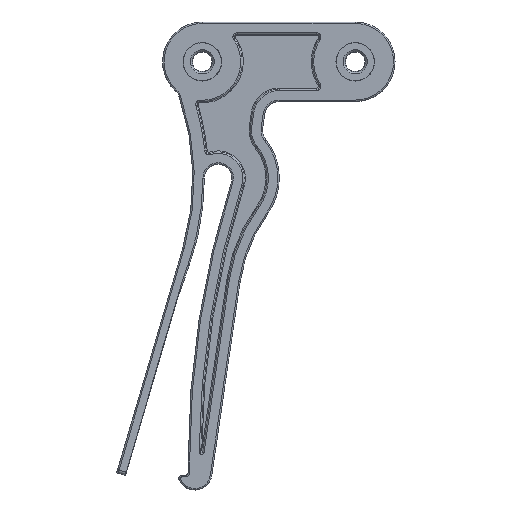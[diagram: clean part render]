
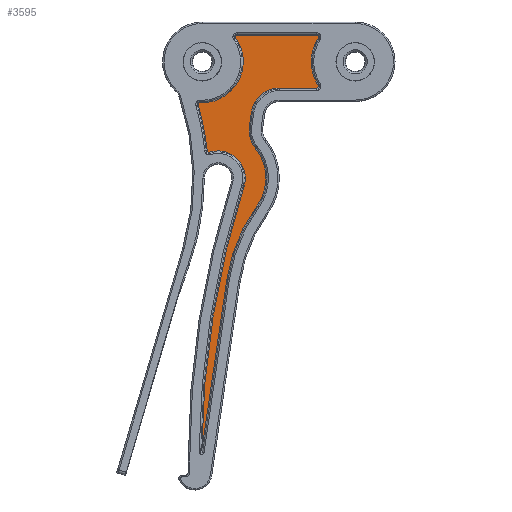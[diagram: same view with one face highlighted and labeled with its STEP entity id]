
A CAD part, front view. The second image highlights one B-rep face of the part: STEP entity #3595.
In plain terms, the highlighted planar face has unit normal (0, -1, 0).
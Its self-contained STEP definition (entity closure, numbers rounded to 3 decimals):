
#460=FACE_OUTER_BOUND('',#700,.T.);
#700=EDGE_LOOP('',(#3040,#3041,#3042,#3043,#3044,#3045,#3046,#3047,#3048,
#3049,#3050,#3051,#3052,#3053,#3054,#3055,#3056,#3057));
#1038=CIRCLE('',#4033,0.3);
#1041=CIRCLE('',#4038,147.812);
#1042=CIRCLE('',#4039,27.206);
#1043=CIRCLE('',#4040,7.794);
#1044=CIRCLE('',#4041,4.606);
#1045=CIRCLE('',#4042,4.606);
#1046=CIRCLE('',#4043,0.3);
#1047=CIRCLE('',#4044,7.197);
#1048=CIRCLE('',#4045,0.3);
#1049=CIRCLE('',#4046,6.697);
#1050=CIRCLE('',#4047,0.3);
#1051=CIRCLE('',#4048,43.186);
#1052=CIRCLE('',#4049,0.3);
#1053=CIRCLE('',#4050,4.438);
#1307=LINE('',#7684,#1480);
#1308=LINE('',#7691,#1481);
#1309=LINE('',#7699,#1482);
#1310=LINE('',#7703,#1483);
#1480=VECTOR('',#5063,12.943);
#1481=VECTOR('',#5070,28.318);
#1482=VECTOR('',#5077,2.332);
#1483=VECTOR('',#5080,6.083);
#1737=VERTEX_POINT('',#7677);
#1738=VERTEX_POINT('',#7679);
#1739=VERTEX_POINT('',#7683);
#1740=VERTEX_POINT('',#7687);
#1741=VERTEX_POINT('',#7688);
#1742=VERTEX_POINT('',#7690);
#1743=VERTEX_POINT('',#7692);
#1744=VERTEX_POINT('',#7694);
#1745=VERTEX_POINT('',#7696);
#1746=VERTEX_POINT('',#7698);
#1747=VERTEX_POINT('',#7700);
#1748=VERTEX_POINT('',#7702);
#1749=VERTEX_POINT('',#7704);
#1750=VERTEX_POINT('',#7707);
#1751=VERTEX_POINT('',#7709);
#1752=VERTEX_POINT('',#7711);
#1753=VERTEX_POINT('',#7713);
#1754=VERTEX_POINT('',#7715);
#2185=EDGE_CURVE('',#1737,#1738,#1038,.T.);
#2187=EDGE_CURVE('',#1737,#1739,#1307,.T.);
#2189=EDGE_CURVE('',#1740,#1741,#1041,.T.);
#2190=EDGE_CURVE('',#1742,#1740,#1308,.T.);
#2191=EDGE_CURVE('',#1743,#1742,#1042,.T.);
#2192=EDGE_CURVE('',#1744,#1743,#1043,.T.);
#2193=EDGE_CURVE('',#1745,#1744,#1044,.T.);
#2194=EDGE_CURVE('',#1746,#1745,#1309,.T.);
#2195=EDGE_CURVE('',#1747,#1746,#1045,.T.);
#2196=EDGE_CURVE('',#1747,#1748,#1310,.T.);
#2197=EDGE_CURVE('',#1749,#1748,#1046,.T.);
#2198=EDGE_CURVE('',#1738,#1749,#1047,.T.);
#2199=EDGE_CURVE('',#1750,#1739,#1048,.T.);
#2200=EDGE_CURVE('',#1751,#1750,#1049,.T.);
#2201=EDGE_CURVE('',#1752,#1751,#1050,.T.);
#2202=EDGE_CURVE('',#1753,#1752,#1051,.T.);
#2203=EDGE_CURVE('',#1754,#1753,#1052,.T.);
#2204=EDGE_CURVE('',#1741,#1754,#1053,.T.);
#3040=ORIENTED_EDGE('',*,*,#2189,.F.);
#3041=ORIENTED_EDGE('',*,*,#2190,.F.);
#3042=ORIENTED_EDGE('',*,*,#2191,.F.);
#3043=ORIENTED_EDGE('',*,*,#2192,.F.);
#3044=ORIENTED_EDGE('',*,*,#2193,.F.);
#3045=ORIENTED_EDGE('',*,*,#2194,.F.);
#3046=ORIENTED_EDGE('',*,*,#2195,.F.);
#3047=ORIENTED_EDGE('',*,*,#2196,.T.);
#3048=ORIENTED_EDGE('',*,*,#2197,.F.);
#3049=ORIENTED_EDGE('',*,*,#2198,.F.);
#3050=ORIENTED_EDGE('',*,*,#2185,.F.);
#3051=ORIENTED_EDGE('',*,*,#2187,.T.);
#3052=ORIENTED_EDGE('',*,*,#2199,.F.);
#3053=ORIENTED_EDGE('',*,*,#2200,.F.);
#3054=ORIENTED_EDGE('',*,*,#2201,.F.);
#3055=ORIENTED_EDGE('',*,*,#2202,.F.);
#3056=ORIENTED_EDGE('',*,*,#2203,.F.);
#3057=ORIENTED_EDGE('',*,*,#2204,.F.);
#3439=PLANE('',#4037);
#3595=ADVANCED_FACE('',(#460),#3439,.F.);
#4033=AXIS2_PLACEMENT_3D('',#7680,#5057,#5058);
#4037=AXIS2_PLACEMENT_3D('',#7686,#5066,#5067);
#4038=AXIS2_PLACEMENT_3D('',#7689,#5068,#5069);
#4039=AXIS2_PLACEMENT_3D('',#7693,#5071,#5072);
#4040=AXIS2_PLACEMENT_3D('',#7695,#5073,#5074);
#4041=AXIS2_PLACEMENT_3D('',#7697,#5075,#5076);
#4042=AXIS2_PLACEMENT_3D('',#7701,#5078,#5079);
#4043=AXIS2_PLACEMENT_3D('',#7705,#5081,#5082);
#4044=AXIS2_PLACEMENT_3D('',#7706,#5083,#5084);
#4045=AXIS2_PLACEMENT_3D('',#7708,#5085,#5086);
#4046=AXIS2_PLACEMENT_3D('',#7710,#5087,#5088);
#4047=AXIS2_PLACEMENT_3D('',#7712,#5089,#5090);
#4048=AXIS2_PLACEMENT_3D('',#7714,#5091,#5092);
#4049=AXIS2_PLACEMENT_3D('',#7716,#5093,#5094);
#4050=AXIS2_PLACEMENT_3D('',#7717,#5095,#5096);
#5057=DIRECTION('center_axis',(0.,1.,0.));
#5058=DIRECTION('ref_axis',(0.,0.,1.));
#5063=DIRECTION('',(-1.,0.,0.));
#5066=DIRECTION('center_axis',(0.,1.,0.));
#5067=DIRECTION('ref_axis',(1.,0.,0.));
#5068=DIRECTION('center_axis',(0.,1.,0.));
#5069=DIRECTION('ref_axis',(-1.,0.,0.01));
#5070=DIRECTION('',(-0.145,0.,-0.989));
#5071=DIRECTION('center_axis',(0.,-1.,0.));
#5072=DIRECTION('ref_axis',(-0.809,0.,0.587));
#5073=DIRECTION('center_axis',(0.,1.,0.));
#5074=DIRECTION('ref_axis',(0.778,0.,0.628));
#5075=DIRECTION('center_axis',(0.,-1.,0.));
#5076=DIRECTION('ref_axis',(-0.989,0.,0.145));
#5077=DIRECTION('',(-0.145,0.,-0.989));
#5078=DIRECTION('center_axis',(0.,-1.,0.));
#5079=DIRECTION('ref_axis',(0.,0.,1.));
#5080=DIRECTION('',(1.,0.,0.));
#5081=DIRECTION('center_axis',(0.,1.,0.));
#5082=DIRECTION('ref_axis',(0.846,0.,0.533));
#5083=DIRECTION('center_axis',(0.,-1.,0.));
#5084=DIRECTION('ref_axis',(-0.844,0.,0.536));
#5085=DIRECTION('center_axis',(0.,1.,0.));
#5086=DIRECTION('ref_axis',(-0.818,0.,-0.575));
#5087=DIRECTION('center_axis',(0.,-1.,0.));
#5088=DIRECTION('ref_axis',(-0.052,0.,-0.999));
#5089=DIRECTION('center_axis',(0.,1.,0.));
#5090=DIRECTION('ref_axis',(-0.961,0.,-0.276));
#5091=DIRECTION('center_axis',(0.,-1.,0.));
#5092=DIRECTION('ref_axis',(0.995,0.,0.103));
#5093=DIRECTION('center_axis',(0.,1.,0.));
#5094=DIRECTION('ref_axis',(0.316,0.,-0.949));
#5095=DIRECTION('center_axis',(0.,-1.,0.));
#5096=DIRECTION('ref_axis',(0.953,0.,-0.303));
#7677=CARTESIAN_POINT('',(22.671,1.,-1.682));
#7679=CARTESIAN_POINT('',(22.924,1.,-2.143));
#7680=CARTESIAN_POINT('Origin',(22.671,1.,-1.982));
#7683=CARTESIAN_POINT('',(9.728,1.,-1.682));
#7684=CARTESIAN_POINT('',(22.671,1.,-1.682));
#7686=CARTESIAN_POINT('Origin',(0.,1.,0.));
#7687=CARTESIAN_POINT('',(3.896,1.,-69.622));
#7688=CARTESIAN_POINT('',(10.82,1.,-26.343));
#7689=CARTESIAN_POINT('Origin',(151.7,1.,-71.078));
#7690=CARTESIAN_POINT('',(8.004,1.,-41.604));
#7691=CARTESIAN_POINT('',(8.004,1.,-41.604));
#7692=CARTESIAN_POINT('',(12.899,1.,-29.577));
#7693=CARTESIAN_POINT('Origin',(34.921,1.,-45.551));
#7694=CARTESIAN_POINT('',(12.653,1.,-20.102));
#7695=CARTESIAN_POINT('Origin',(6.59,1.,-25.));
#7696=CARTESIAN_POINT('',(11.679,1.,-16.539));
#7697=CARTESIAN_POINT('Origin',(16.235,1.,-17.207));
#7698=CARTESIAN_POINT('',(12.017,1.,-14.232));
#7699=CARTESIAN_POINT('',(12.017,1.,-14.232));
#7700=CARTESIAN_POINT('',(16.574,1.,-10.294));
#7701=CARTESIAN_POINT('Origin',(16.574,1.,-14.9));
#7702=CARTESIAN_POINT('',(22.656,1.,-10.294));
#7703=CARTESIAN_POINT('',(16.574,1.,-10.294));
#7704=CARTESIAN_POINT('',(22.91,1.,-9.835));
#7705=CARTESIAN_POINT('Origin',(22.656,1.,-9.994));
#7706=CARTESIAN_POINT('Origin',(29.,1.,-6.));
#7707=CARTESIAN_POINT('',(9.482,1.,-2.154));
#7708=CARTESIAN_POINT('Origin',(9.728,1.,-1.982));
#7709=CARTESIAN_POINT('',(3.65,1.,-12.687));
#7710=CARTESIAN_POINT('Origin',(4.,1.,-6.));
#7711=CARTESIAN_POINT('',(3.346,1.,-13.07));
#7712=CARTESIAN_POINT('Origin',(3.634,1.,-12.987));
#7713=CARTESIAN_POINT('',(4.795,1.,-20.535));
#7714=CARTESIAN_POINT('Origin',(-38.16,1.,-25.));
#7715=CARTESIAN_POINT('',(5.188,1.,-20.789));
#7716=CARTESIAN_POINT('Origin',(5.093,1.,-20.504));
#7717=CARTESIAN_POINT('Origin',(6.59,1.,-25.));
